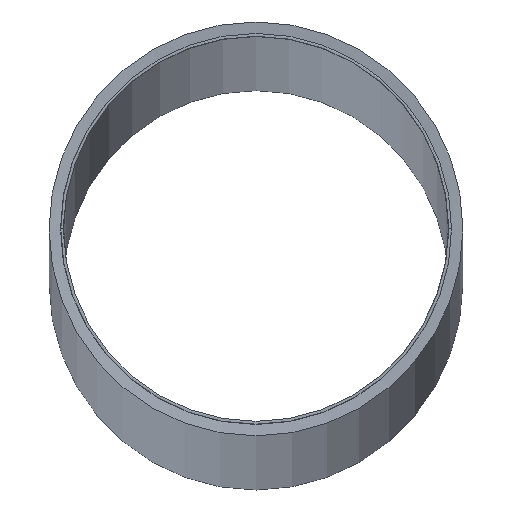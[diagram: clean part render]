
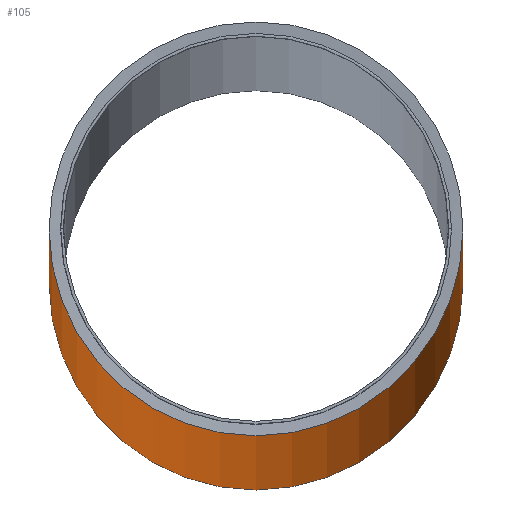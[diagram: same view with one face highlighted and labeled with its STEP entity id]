
A CAD part, top view. The second image highlights one B-rep face of the part: STEP entity #105.
In plain terms, the highlighted cylindrical face has radius 20 mm (diameter 40 mm), a partial arc.
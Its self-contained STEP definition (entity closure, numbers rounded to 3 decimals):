
#1=CARTESIAN_POINT('',(0.,0.,-3000.));
#2=DIRECTION('',(0.,0.,-1.));
#3=DIRECTION('',(1.,0.,0.));
#4=AXIS2_PLACEMENT_3D('',#1,#2,#3);
#21=DIRECTION('',(0.,0.,-1.));
#22=VECTOR('',#21,3000.);
#23=CARTESIAN_POINT('',(-20.,0.,0.));
#24=LINE('',#23,#22);
#25=DIRECTION('',(0.,0.,-1.));
#26=VECTOR('',#25,3000.);
#27=CARTESIAN_POINT('',(20.,0.,0.));
#28=LINE('',#27,#26);
#34=CARTESIAN_POINT('',(0.,0.,0.));
#35=DIRECTION('',(0.,0.,1.));
#36=DIRECTION('',(-1.,0.,0.));
#37=AXIS2_PLACEMENT_3D('',#34,#35,#36);
#57=CARTESIAN_POINT('',(20.,0.,0.));
#58=CARTESIAN_POINT('',(-20.,0.,0.));
#59=VERTEX_POINT('',#57);
#60=VERTEX_POINT('',#58);
#69=CARTESIAN_POINT('',(-20.,0.,-3000.));
#70=VERTEX_POINT('',#69);
#71=CARTESIAN_POINT('',(20.,0.,-3000.));
#72=VERTEX_POINT('',#71);
#91=CARTESIAN_POINT('',(0.,0.,-3000.));
#92=DIRECTION('',(0.,0.,1.));
#93=DIRECTION('',(1.,0.,0.));
#94=AXIS2_PLACEMENT_3D('',#91,#92,#93);
#95=CYLINDRICAL_SURFACE('',#94,20.);
#97=ORIENTED_EDGE('',*,*,#96,.F.);
#99=ORIENTED_EDGE('',*,*,#98,.T.);
#101=ORIENTED_EDGE('',*,*,#100,.T.);
#102=ORIENTED_EDGE('',*,*,#78,.T.);
#103=EDGE_LOOP('',(#97,#99,#101,#102));
#104=FACE_OUTER_BOUND('',#103,.F.);
#105=ADVANCED_FACE('',(#104),#95,.T.);
#5=CIRCLE('',#4,20.);
#38=CIRCLE('',#37,20.);
#78=EDGE_CURVE('',#72,#70,#5,.T.);
#96=EDGE_CURVE('',#60,#70,#24,.T.);
#98=EDGE_CURVE('',#60,#59,#38,.T.);
#100=EDGE_CURVE('',#59,#72,#28,.T.);
